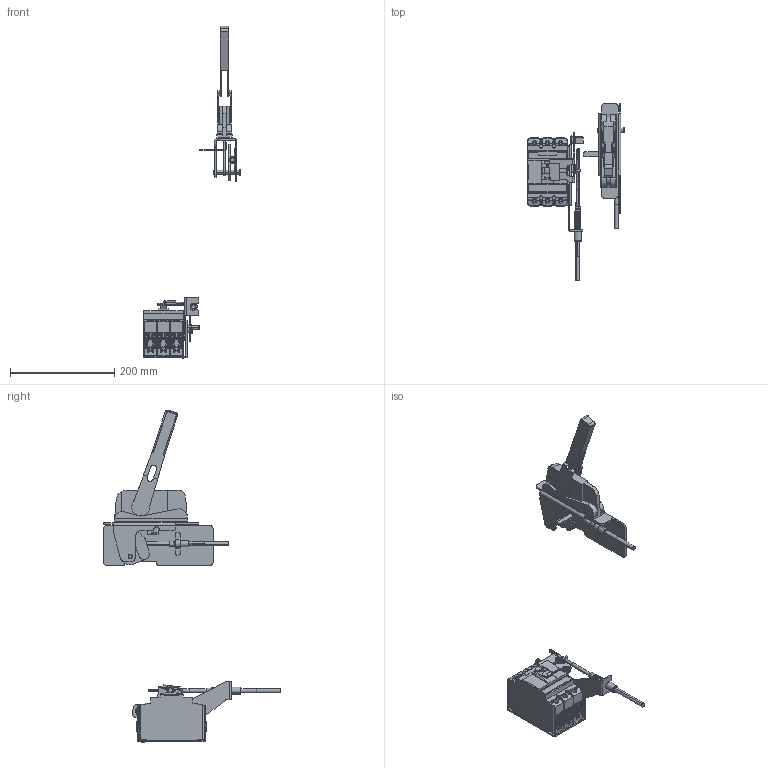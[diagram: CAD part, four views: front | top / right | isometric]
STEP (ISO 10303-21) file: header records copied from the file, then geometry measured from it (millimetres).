
FILE_DESCRIPTION (( 'STEP AP203' ), '1' );
FILE_NAME ('GCBX1-FHC-N3R4-M.step', '2021-09-02T13:10:13', ( '' ), ( '' ), 'SwSTEP 2.0', 'SolidWorks 2021', '' );
FILE_SCHEMA (( 'CONFIG_CONTROL_DESIGN' ));
Length unit declared in the file: inch
Products named in the file (6): GCBX2-CBL-36_1; GCBX1-FHC-N3R4-M_1; GCBX1-FHC-N3R4-M_2; GCBX2-CBL-36_2; GCB100S-3FF15LL; GCBX1-FHC-N3R4-M
Assembly tree (5 placements, depth 2):
  GCBX1-FHC-N3R4-M
    GCBX1-FHC-N3R4-M_1
    GCBX1-FHC-N3R4-M_2
    GCB100S-3FF15LL
    GCBX2-CBL-36_1
    GCBX2-CBL-36_2
Bounding box: 187.6 x 340.7 x 638.28 mm (x, y, z)
Volume: 1110632.4 mm3; surface area: 310853.6 mm2
Topology: 29 solids, 29 shells, 2036 faces, 5982 edges, 3972 vertices
Faces by surface type: plane 1080, cylinder 781, bspline 147, cone 16, torus 12
Entity records: 86336 total; most frequent: CARTESIAN_POINT 32187, ORIENTED_EDGE 11964, DIRECTION 10309, EDGE_CURVE 5982, VERTEX_POINT 3972, VECTOR 3779, LINE 3779, AXIS2_PLACEMENT_3D 3265
